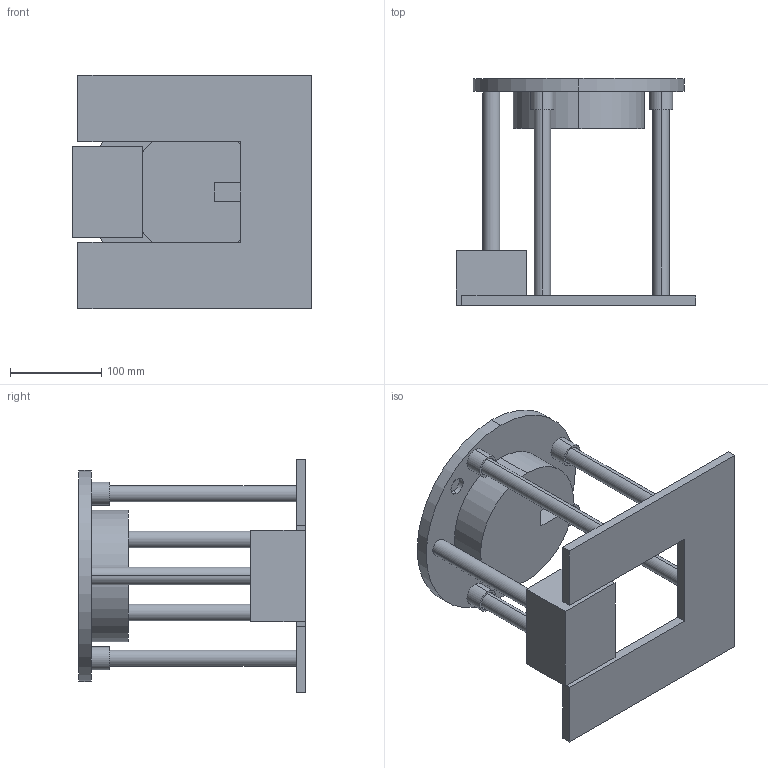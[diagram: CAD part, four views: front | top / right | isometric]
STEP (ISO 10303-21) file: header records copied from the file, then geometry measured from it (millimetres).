
FILE_DESCRIPTION (( 'STEP AP214' ), '1' );
FILE_NAME ('assembly.SLDASM.STEP', '2025-12-09T05:05:04', ( 'ECN Micro Group' ), ( 'ECN Purdue University' ), 'SwSTEP 2.0', 'SolidWorks 2025', '' );
FILE_SCHEMA (( 'AUTOMOTIVE_DESIGN' ));
Length unit declared in the file: millimetre
Products named in the file (5): MVP4_top; MVP4_base; NIR_Probe; MP5Baseblate; assembly.SLDASM
Assembly tree (4 placements, depth 2):
  assembly.SLDASM
    MP5Baseblate
    MVP4_base
    NIR_Probe
    MVP4_top
Bounding box: 262.4 x 248.01 x 256 mm (x, y, z)
Volume: 2217376 mm3; surface area: 404535.5 mm2
Topology: 4 solids, 4 shells, 122 faces, 297 edges, 196 vertices
Faces by surface type: cylinder 67, plane 55
Entity records: 3805 total; most frequent: DIRECTION 697, CARTESIAN_POINT 622, ORIENTED_EDGE 594, EDGE_CURVE 297, AXIS2_PLACEMENT_3D 271, VERTEX_POINT 196, VECTOR 155, LINE 155
